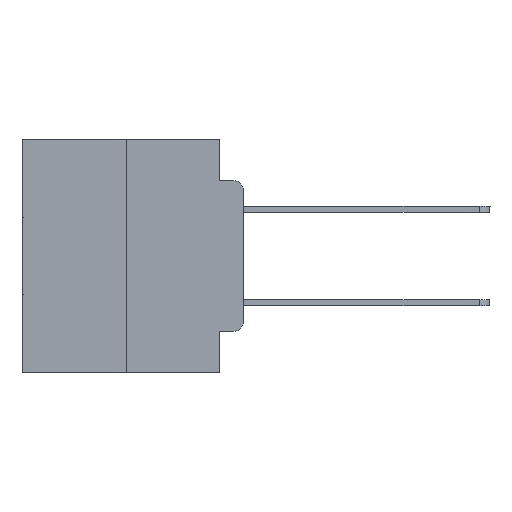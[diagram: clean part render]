
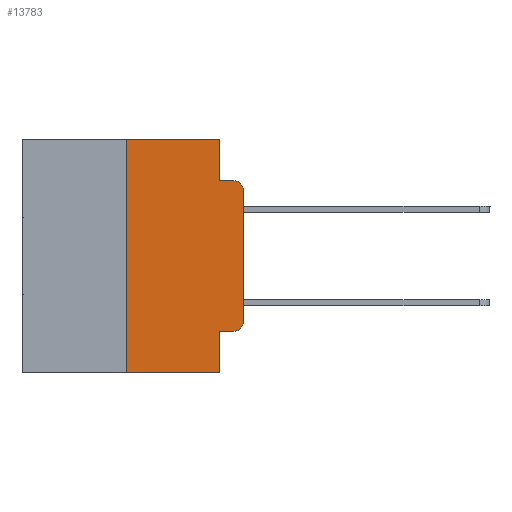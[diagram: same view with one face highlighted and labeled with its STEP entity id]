
A CAD part, left-side view. The second image highlights one B-rep face of the part: STEP entity #13783.
In plain terms, the highlighted planar face has unit normal (-1, 0, 0).
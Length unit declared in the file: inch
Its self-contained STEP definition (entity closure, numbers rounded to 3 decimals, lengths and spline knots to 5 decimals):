
#385 = VECTOR ( 'NONE', #8348, 39.37008 ) ;
#736 = PLANE ( 'NONE',  #22421 ) ;
#1353 = VERTEX_POINT ( 'NONE', #1910 ) ;
#1463 = LINE ( 'NONE', #1830, #12840 ) ;
#1541 = LINE ( 'NONE', #23066, #7266 ) ;
#1555 = CARTESIAN_POINT ( 'NONE',  ( 0., 0.473, 0. ) ) ;
#1830 = CARTESIAN_POINT ( 'NONE',  ( 0., 0.051, -0.0885 ) ) ;
#1910 = CARTESIAN_POINT ( 'NONE',  ( 0., 0.051, -0.0885 ) ) ;
#2059 = ORIENTED_EDGE ( 'NONE', *, *, #17247, .T. ) ;
#2736 = VERTEX_POINT ( 'NONE', #16820 ) ;
#2821 = CARTESIAN_POINT ( 'NONE',  ( 0., 0.02, -0.0885 ) ) ;
#3273 = CARTESIAN_POINT ( 'NONE',  ( 0., 0.473, 0. ) ) ;
#4010 = EDGE_CURVE ( 'NONE', #2736, #15067, #26058, .T. ) ;
#5294 = CARTESIAN_POINT ( 'NONE',  ( 0., 0.02, -0.1085 ) ) ;
#5359 = ORIENTED_EDGE ( 'NONE', *, *, #4010, .T. ) ;
#5387 = EDGE_CURVE ( 'NONE', #9707, #1353, #1541, .T. ) ;
#5689 = DIRECTION ( 'NONE',  ( 1., 0., 0. ) ) ;
#6984 = EDGE_CURVE ( 'NONE', #1353, #30870, #1463, .T. ) ;
#7095 = DIRECTION ( 'NONE',  ( 0., 0., -1. ) ) ;
#7266 = VECTOR ( 'NONE', #30281, 39.37008 ) ;
#7459 = ORIENTED_EDGE ( 'NONE', *, *, #26263, .T. ) ;
#7696 = DIRECTION ( 'NONE',  ( 0., 0., -1. ) ) ;
#8238 = VECTOR ( 'NONE', #14359, 39.37008 ) ;
#8348 = DIRECTION ( 'NONE',  ( 0., -1., 0. ) ) ;
#8412 = LINE ( 'NONE', #16769, #20434 ) ;
#9131 = DIRECTION ( 'NONE',  ( -1., 0., 0. ) ) ;
#9683 = CARTESIAN_POINT ( 'NONE',  ( 0., 0., -0.1085 ) ) ;
#9707 = VERTEX_POINT ( 'NONE', #11835 ) ;
#10067 = EDGE_CURVE ( 'NONE', #18561, #9707, #13817, .T. ) ;
#10468 = DIRECTION ( 'NONE',  ( 0., -1., 0. ) ) ;
#11157 = CARTESIAN_POINT ( 'NONE',  ( 0., 0., -0.3915 ) ) ;
#11295 = DIRECTION ( 'NONE',  ( 0., -1., 0. ) ) ;
#11835 = CARTESIAN_POINT ( 'NONE',  ( 0., 0.051, 0. ) ) ;
#12578 = CARTESIAN_POINT ( 'NONE',  ( 0., 0., 0. ) ) ;
#12840 = VECTOR ( 'NONE', #25805, 39.37008 ) ;
#13783 = ADVANCED_FACE ( 'NONE', ( #30799 ), #736, .F. ) ;
#13817 = LINE ( 'NONE', #1555, #25779 ) ;
#14055 = EDGE_CURVE ( 'NONE', #16853, #30535, #16950, .T. ) ;
#14359 = DIRECTION ( 'NONE',  ( 0., 0., 1. ) ) ;
#14449 = ORIENTED_EDGE ( 'NONE', *, *, #19871, .T. ) ;
#14533 = VERTEX_POINT ( 'NONE', #18132 ) ;
#15021 = DIRECTION ( 'NONE',  ( 0., 0., 1. ) ) ;
#15067 = VERTEX_POINT ( 'NONE', #16383 ) ;
#15415 = LINE ( 'NONE', #31062, #8238 ) ;
#15689 = LINE ( 'NONE', #20023, #21305 ) ;
#15818 = ORIENTED_EDGE ( 'NONE', *, *, #14055, .T. ) ;
#16237 = ORIENTED_EDGE ( 'NONE', *, *, #10067, .F. ) ;
#16358 = VECTOR ( 'NONE', #15021, 39.37008 ) ;
#16383 = CARTESIAN_POINT ( 'NONE',  ( 0., 0.051, -0.5 ) ) ;
#16769 = CARTESIAN_POINT ( 'NONE',  ( 0., 0.051, 0. ) ) ;
#16820 = CARTESIAN_POINT ( 'NONE',  ( 0., 0.25, -0.5 ) ) ;
#16853 = VERTEX_POINT ( 'NONE', #20465 ) ;
#16950 = CIRCLE ( 'NONE', #16999, 0.02 ) ;
#16999 = AXIS2_PLACEMENT_3D ( 'NONE', #23504, #9131, #25894 ) ;
#17096 = LINE ( 'NONE', #12578, #16358 ) ;
#17247 = EDGE_CURVE ( 'NONE', #14533, #16853, #15689, .T. ) ;
#17328 = EDGE_LOOP ( 'NONE', ( #7459, #14449, #17585, #23174, #16237, #27061, #5359, #20918, #2059, #15818 ) ) ;
#17585 = ORIENTED_EDGE ( 'NONE', *, *, #6984, .F. ) ;
#18132 = CARTESIAN_POINT ( 'NONE',  ( 0., 0.051, -0.4115 ) ) ;
#18561 = VERTEX_POINT ( 'NONE', #19534 ) ;
#19534 = CARTESIAN_POINT ( 'NONE',  ( 0., 0.25, 0. ) ) ;
#19871 = EDGE_CURVE ( 'NONE', #25434, #30870, #31019, .T. ) ;
#20023 = CARTESIAN_POINT ( 'NONE',  ( 0., 0.051, -0.4115 ) ) ;
#20434 = VECTOR ( 'NONE', #7095, 39.37008 ) ;
#20465 = CARTESIAN_POINT ( 'NONE',  ( 0., 0.02, -0.4115 ) ) ;
#20918 = ORIENTED_EDGE ( 'NONE', *, *, #22064, .F. ) ;
#21305 = VECTOR ( 'NONE', #10468, 39.37008 ) ;
#22064 = EDGE_CURVE ( 'NONE', #14533, #15067, #8412, .T. ) ;
#22074 = DIRECTION ( 'NONE',  ( -1., 0., 0. ) ) ;
#22421 = AXIS2_PLACEMENT_3D ( 'NONE', #3273, #5689, #22481 ) ;
#22481 = DIRECTION ( 'NONE',  ( 0., 0., -1. ) ) ;
#23066 = CARTESIAN_POINT ( 'NONE',  ( 0., 0.051, 0. ) ) ;
#23174 = ORIENTED_EDGE ( 'NONE', *, *, #5387, .F. ) ;
#23504 = CARTESIAN_POINT ( 'NONE',  ( 0., 0.02, -0.3915 ) ) ;
#25434 = VERTEX_POINT ( 'NONE', #9683 ) ;
#25779 = VECTOR ( 'NONE', #11295, 39.37008 ) ;
#25805 = DIRECTION ( 'NONE',  ( 0., -1., 0. ) ) ;
#25894 = DIRECTION ( 'NONE',  ( 0., 0., -1. ) ) ;
#26058 = LINE ( 'NONE', #27531, #385 ) ;
#26263 = EDGE_CURVE ( 'NONE', #30535, #25434, #17096, .T. ) ;
#26517 = AXIS2_PLACEMENT_3D ( 'NONE', #5294, #22074, #7696 ) ;
#27061 = ORIENTED_EDGE ( 'NONE', *, *, #30083, .F. ) ;
#27531 = CARTESIAN_POINT ( 'NONE',  ( 0., 0.473, -0.5 ) ) ;
#30083 = EDGE_CURVE ( 'NONE', #2736, #18561, #15415, .T. ) ;
#30281 = DIRECTION ( 'NONE',  ( 0., 0., -1. ) ) ;
#30535 = VERTEX_POINT ( 'NONE', #11157 ) ;
#30799 = FACE_OUTER_BOUND ( 'NONE', #17328, .T. ) ;
#30870 = VERTEX_POINT ( 'NONE', #2821 ) ;
#31019 = CIRCLE ( 'NONE', #26517, 0.02 ) ;
#31062 = CARTESIAN_POINT ( 'NONE',  ( 0., 0.25, 0. ) ) ;
